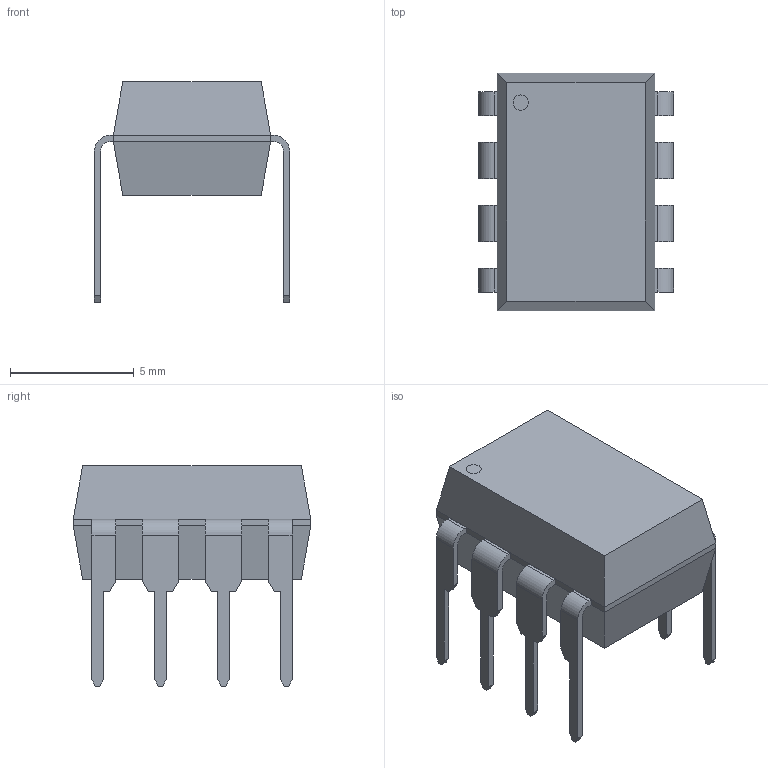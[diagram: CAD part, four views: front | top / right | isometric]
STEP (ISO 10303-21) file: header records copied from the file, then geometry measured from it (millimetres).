
FILE_DESCRIPTION(/* description */ (''),/* implementation_level */ '2;1');
FILE_NAME(/* name */ 'LM741.step',/* time_stamp */ '2021-05-27T21:28:40+03:00',/* author */ (''),/* organization */ (''),/* preprocessor_version */ 'ST-DEVELOPER v18.1',/* originating_system */ 'Autodesk Translation Framework v10.9.0.1377',/* authorisation */ '');
FILE_SCHEMA (('AUTOMOTIVE_DESIGN { 1 0 10303 214 3 1 1 }'));
Length unit declared in the file: inch
Products named in the file (1): (Unsaved)
Bounding box: 7.87 x 9.59 x 8.89 mm (x, y, z)
Volume: 264.2 mm3; surface area: 363 mm2
Topology: 10 solids, 10 shells, 151 faces, 382 edges, 252 vertices
Faces by surface type: plane 133, cylinder 18
Full cylindrical faces by diameter (mm): 0.613 x2
Entity records: 4515 total; most frequent: CARTESIAN_POINT 786, ORIENTED_EDGE 764, DIRECTION 722, EDGE_CURVE 382, LINE 346, VECTOR 346, VERTEX_POINT 252, AXIS2_PLACEMENT_3D 188
